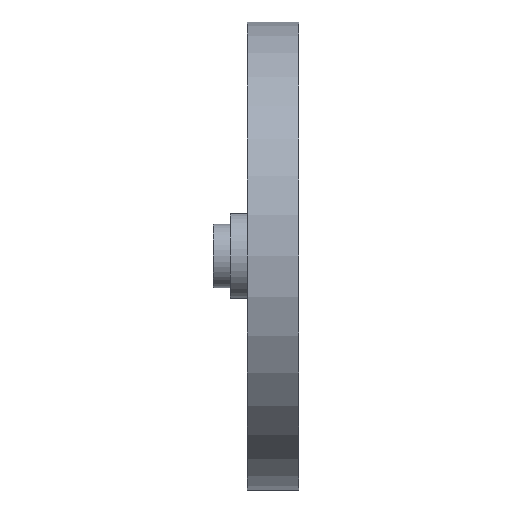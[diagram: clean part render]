
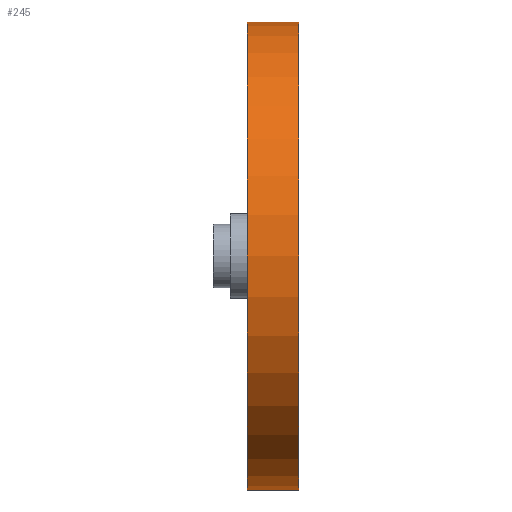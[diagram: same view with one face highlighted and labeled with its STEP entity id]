
A CAD part, left-side view. The second image highlights one B-rep face of the part: STEP entity #245.
In plain terms, the highlighted cylindrical face has radius 27.5 mm (diameter 55 mm), a partial arc.
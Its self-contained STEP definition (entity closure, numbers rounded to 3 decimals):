
#10 = AXIS2_PLACEMENT_3D ( 'NONE', #975, #505, #253 ) ;
#58 = CARTESIAN_POINT ( 'NONE',  ( 0., 0., 27.5 ) ) ;
#72 = VERTEX_POINT ( 'NONE', #198 ) ;
#77 = DIRECTION ( 'NONE',  ( 0., -1., 0. ) ) ;
#94 = EDGE_CURVE ( 'NONE', #182, #72, #632, .T. ) ;
#182 = VERTEX_POINT ( 'NONE', #769 ) ;
#198 = CARTESIAN_POINT ( 'NONE',  ( 0., 6., 27.5 ) ) ;
#209 = DIRECTION ( 'NONE',  ( 0., 1., 0. ) ) ;
#245 = ADVANCED_FACE ( 'NONE', ( #339 ), #651, .T. ) ;
#253 = DIRECTION ( 'NONE',  ( 0., 0., -1. ) ) ;
#279 = CARTESIAN_POINT ( 'NONE',  ( 0., 6., 0. ) ) ;
#312 = DIRECTION ( 'NONE',  ( 0., 0., 1. ) ) ;
#313 = EDGE_LOOP ( 'NONE', ( #383, #958, #345, #825 ) ) ;
#321 = CARTESIAN_POINT ( 'NONE',  ( 0., 6., 27.5 ) ) ;
#339 = FACE_OUTER_BOUND ( 'NONE', #313, .T. ) ;
#343 = EDGE_CURVE ( 'NONE', #72, #428, #414, .T. ) ;
#345 = ORIENTED_EDGE ( 'NONE', *, *, #980, .T. ) ;
#348 = CARTESIAN_POINT ( 'NONE',  ( 0., 0., -27.5 ) ) ;
#355 = CIRCLE ( 'NONE', #933, 27.5 ) ;
#381 = CARTESIAN_POINT ( 'NONE',  ( 0., 6., -27.5 ) ) ;
#383 = ORIENTED_EDGE ( 'NONE', *, *, #343, .F. ) ;
#414 = LINE ( 'NONE', #321, #659 ) ;
#428 = VERTEX_POINT ( 'NONE', #58 ) ;
#468 = DIRECTION ( 'NONE',  ( 0., 0., 1. ) ) ;
#471 = LINE ( 'NONE', #381, #784 ) ;
#505 = DIRECTION ( 'NONE',  ( 0., -1., 0. ) ) ;
#569 = AXIS2_PLACEMENT_3D ( 'NONE', #279, #209, #468 ) ;
#632 = CIRCLE ( 'NONE', #569, 27.5 ) ;
#635 = CARTESIAN_POINT ( 'NONE',  ( 0., 0., 0. ) ) ;
#645 = DIRECTION ( 'NONE',  ( 0., 1., 0. ) ) ;
#651 = CYLINDRICAL_SURFACE ( 'NONE', #10, 27.5 ) ;
#659 = VECTOR ( 'NONE', #799, 1000. ) ;
#667 = EDGE_CURVE ( 'NONE', #824, #428, #355, .T. ) ;
#769 = CARTESIAN_POINT ( 'NONE',  ( 0., 6., -27.5 ) ) ;
#784 = VECTOR ( 'NONE', #77, 1000. ) ;
#799 = DIRECTION ( 'NONE',  ( 0., -1., 0. ) ) ;
#824 = VERTEX_POINT ( 'NONE', #348 ) ;
#825 = ORIENTED_EDGE ( 'NONE', *, *, #667, .T. ) ;
#933 = AXIS2_PLACEMENT_3D ( 'NONE', #635, #645, #312 ) ;
#958 = ORIENTED_EDGE ( 'NONE', *, *, #94, .F. ) ;
#975 = CARTESIAN_POINT ( 'NONE',  ( 0., 6., 0. ) ) ;
#980 = EDGE_CURVE ( 'NONE', #182, #824, #471, .T. ) ;
